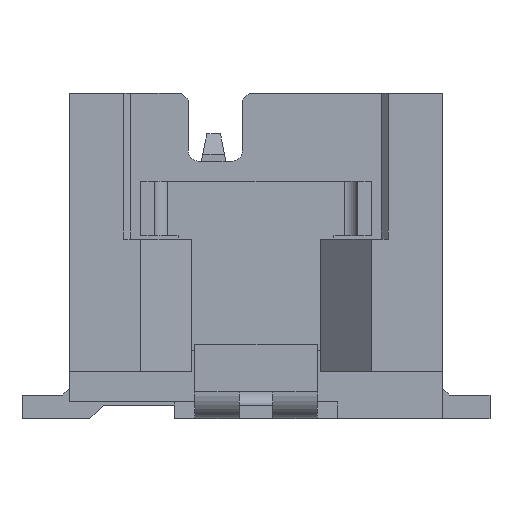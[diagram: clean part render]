
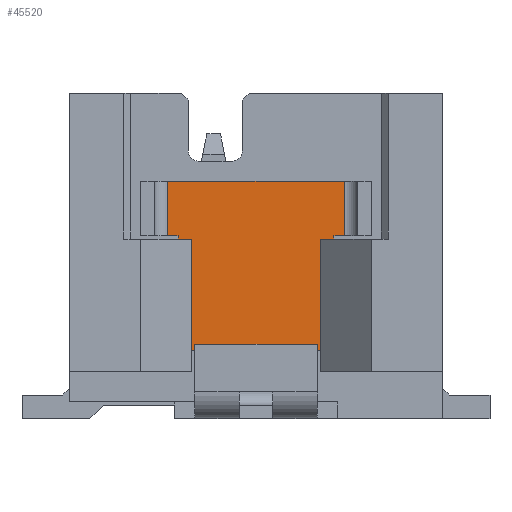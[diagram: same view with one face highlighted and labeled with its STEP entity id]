
A CAD part, left-side view. The second image highlights one B-rep face of the part: STEP entity #45520.
In plain terms, the highlighted planar face has unit normal (-1, 0, 0).
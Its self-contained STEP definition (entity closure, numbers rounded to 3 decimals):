
#44020=CARTESIAN_POINT('',(-4.75,0.95,1.));
#44030=VERTEX_POINT('',#44020);
#44130=CARTESIAN_POINT('',(-4.75,0.95,2.65));
#44140=VERTEX_POINT('',#44130);
#44170=CARTESIAN_POINT('',(-4.75,0.95,0.));
#44180=DIRECTION('',(-0.,0.,-1.));
#44190=VECTOR('',#44180,1.);
#44200=LINE('',#44170,#44190);
#44210=EDGE_CURVE('',#44140,#44030,#44200,.T.);
#44260=CARTESIAN_POINT('',(-4.75,-1.365,3.578));
#44270=DIRECTION('',(-1.,0.,0.));
#44280=DIRECTION('',(0.,1.,0.));
#44290=AXIS2_PLACEMENT_3D('',#44260,#44270,#44280);
#44300=PLANE('',#44290);
#44310=CARTESIAN_POINT('',(-4.75,1.219,1.));
#44320=DIRECTION('',(-0.,1.,0.));
#44330=VECTOR('',#44320,1.);
#44340=LINE('',#44310,#44330);
#44350=CARTESIAN_POINT('',(-4.75,-0.95,1.));
#44360=VERTEX_POINT('',#44350);
#44370=CARTESIAN_POINT('',(-4.75,-0.9,1.));
#44380=VERTEX_POINT('',#44370);
#44390=EDGE_CURVE('',#44360,#44380,#44340,.T.);
#44400=ORIENTED_EDGE('',*,*,#44390,.F.);
#44410=CARTESIAN_POINT('',(-4.75,-0.9,0.));
#44420=DIRECTION('',(-0.,-0.,-1.));
#44430=VECTOR('',#44420,1.);
#44440=LINE('',#44410,#44430);
#44450=CARTESIAN_POINT('',(-4.75,-0.9,0.4));
#44460=VERTEX_POINT('',#44450);
#44470=EDGE_CURVE('',#44380,#44460,#44440,.T.);
#44480=ORIENTED_EDGE('',*,*,#44470,.F.);
#44490=CARTESIAN_POINT('',(-4.75,-0.9,0.4));
#44500=DIRECTION('',(0.,1.,0.));
#44510=VECTOR('',#44500,1.);
#44520=LINE('',#44490,#44510);
#44530=CARTESIAN_POINT('',(-4.75,0.9,0.4));
#44540=VERTEX_POINT('',#44530);
#44550=EDGE_CURVE('',#44460,#44540,#44520,.T.);
#44560=ORIENTED_EDGE('',*,*,#44550,.F.);
#44570=CARTESIAN_POINT('',(-4.75,0.9,0.));
#44580=DIRECTION('',(-0.,-0.,1.));
#44590=VECTOR('',#44580,1.);
#44600=LINE('',#44570,#44590);
#44610=CARTESIAN_POINT('',(-4.75,0.9,1.));
#44620=VERTEX_POINT('',#44610);
#44630=EDGE_CURVE('',#44540,#44620,#44600,.T.);
#44640=ORIENTED_EDGE('',*,*,#44630,.F.);
#44650=CARTESIAN_POINT('',(-4.75,1.219,1.));
#44660=DIRECTION('',(-0.,1.,0.));
#44670=VECTOR('',#44660,1.);
#44680=LINE('',#44650,#44670);
#44690=EDGE_CURVE('',#44620,#44030,#44680,.T.);
#44700=ORIENTED_EDGE('',*,*,#44690,.F.);
#44710=ORIENTED_EDGE('',*,*,#44210,.T.);
#44720=CARTESIAN_POINT('',(-4.75,1.219,2.65));
#44730=DIRECTION('',(0.,1.,-0.));
#44740=VECTOR('',#44730,1.);
#44750=LINE('',#44720,#44740);
#44760=CARTESIAN_POINT('',(-4.75,1.15,2.65));
#44770=VERTEX_POINT('',#44760);
#44780=EDGE_CURVE('',#44140,#44770,#44750,.T.);
#44790=ORIENTED_EDGE('',*,*,#44780,.F.);
#44800=CARTESIAN_POINT('',(-4.75,1.15,0.));
#44810=DIRECTION('',(-0.,-0.,1.));
#44820=VECTOR('',#44810,1.);
#44830=LINE('',#44800,#44820);
#44840=CARTESIAN_POINT('',(-4.75,1.15,2.7));
#44850=VERTEX_POINT('',#44840);
#44860=EDGE_CURVE('',#44770,#44850,#44830,.T.);
#44870=ORIENTED_EDGE('',*,*,#44860,.F.);
#44880=CARTESIAN_POINT('',(-4.75,1.219,2.7));
#44890=DIRECTION('',(0.,-1.,-0.));
#44900=VECTOR('',#44890,1.);
#44910=LINE('',#44880,#44900);
#44920=CARTESIAN_POINT('',(-4.75,1.3,2.7));
#44930=VERTEX_POINT('',#44920);
#44940=EDGE_CURVE('',#44930,#44850,#44910,.T.);
#44950=ORIENTED_EDGE('',*,*,#44940,.T.);
#44960=CARTESIAN_POINT('',(-4.75,1.3,2.7));
#44970=DIRECTION('',(0.,0.,1.));
#44980=VECTOR('',#44970,1.);
#44990=LINE('',#44960,#44980);
#45000=CARTESIAN_POINT('',(-4.75,1.3,3.5));
#45010=VERTEX_POINT('',#45000);
#45020=EDGE_CURVE('',#44930,#45010,#44990,.T.);
#45030=ORIENTED_EDGE('',*,*,#45020,.F.);
#45040=CARTESIAN_POINT('',(-4.75,1.219,3.5));
#45050=DIRECTION('',(-0.,-1.,0.));
#45060=VECTOR('',#45050,1.);
#45070=LINE('',#45040,#45060);
#45080=CARTESIAN_POINT('',(-4.75,-1.3,3.5));
#45090=VERTEX_POINT('',#45080);
#45100=EDGE_CURVE('',#45010,#45090,#45070,.T.);
#45110=ORIENTED_EDGE('',*,*,#45100,.F.);
#45120=CARTESIAN_POINT('',(-4.75,-1.3,3.5));
#45130=DIRECTION('',(0.,0.,-1.));
#45140=VECTOR('',#45130,1.);
#45150=LINE('',#45120,#45140);
#45160=CARTESIAN_POINT('',(-4.75,-1.3,2.7));
#45170=VERTEX_POINT('',#45160);
#45180=EDGE_CURVE('',#45090,#45170,#45150,.T.);
#45190=ORIENTED_EDGE('',*,*,#45180,.F.);
#45200=CARTESIAN_POINT('',(-4.75,1.219,2.7));
#45210=DIRECTION('',(0.,-1.,-0.));
#45220=VECTOR('',#45210,1.);
#45230=LINE('',#45200,#45220);
#45240=CARTESIAN_POINT('',(-4.75,-1.15,2.7));
#45250=VERTEX_POINT('',#45240);
#45260=EDGE_CURVE('',#45250,#45170,#45230,.T.);
#45270=ORIENTED_EDGE('',*,*,#45260,.T.);
#45280=CARTESIAN_POINT('',(-4.75,-1.15,0.));
#45290=DIRECTION('',(-0.,-0.,-1.));
#45300=VECTOR('',#45290,1.);
#45310=LINE('',#45280,#45300);
#45320=CARTESIAN_POINT('',(-4.75,-1.15,2.65));
#45330=VERTEX_POINT('',#45320);
#45340=EDGE_CURVE('',#45250,#45330,#45310,.T.);
#45350=ORIENTED_EDGE('',*,*,#45340,.F.);
#45360=CARTESIAN_POINT('',(-4.75,1.219,2.65));
#45370=DIRECTION('',(0.,1.,-0.));
#45380=VECTOR('',#45370,1.);
#45390=LINE('',#45360,#45380);
#45400=CARTESIAN_POINT('',(-4.75,-0.95,2.65));
#45410=VERTEX_POINT('',#45400);
#45420=EDGE_CURVE('',#45330,#45410,#45390,.T.);
#45430=ORIENTED_EDGE('',*,*,#45420,.F.);
#45440=CARTESIAN_POINT('',(-4.75,-0.95,0.));
#45450=DIRECTION('',(-0.,-0.,1.));
#45460=VECTOR('',#45450,1.);
#45470=LINE('',#45440,#45460);
#45480=EDGE_CURVE('',#44360,#45410,#45470,.T.);
#45490=ORIENTED_EDGE('',*,*,#45480,.T.);
#45500=EDGE_LOOP('',(#45490,#45430,#45350,#45270,#45190,#45110,#45030,
#44950,#44870,#44790,#44710,#44700,#44640,#44560,#44480,#44400));
#45510=FACE_OUTER_BOUND('',#45500,.T.);
#45520=ADVANCED_FACE('',(#45510),#44300,.T.);
